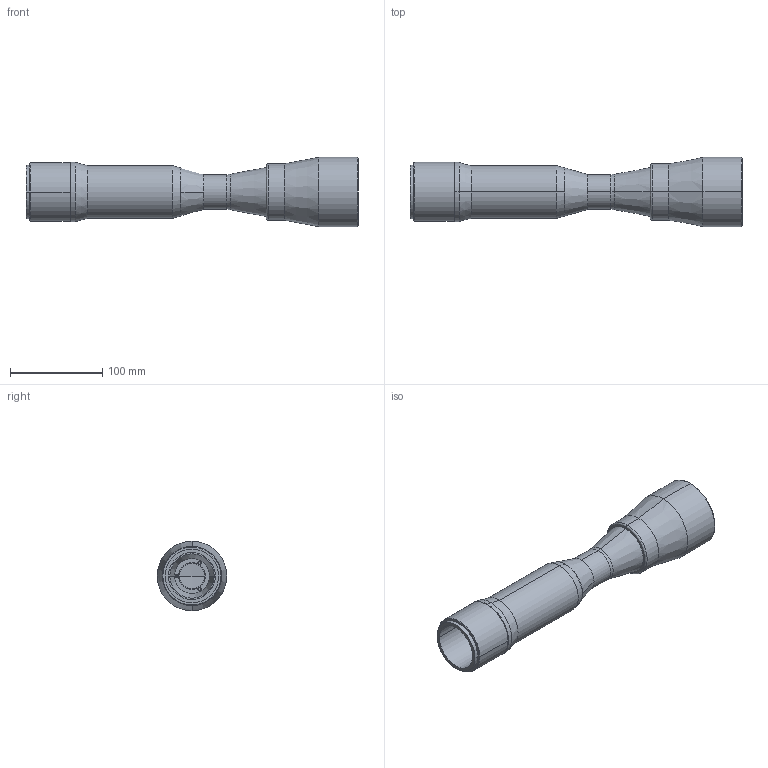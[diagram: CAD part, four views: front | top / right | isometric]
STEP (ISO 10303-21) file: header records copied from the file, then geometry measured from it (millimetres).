
FILE_DESCRIPTION (( 'STEP AP203' ), '1' );
FILE_NAME ('TC16M048-Q.STEP', '2014-06-27T15:45:35', ( 'user' ), ( '' ), 'SwSTEP 2.0', 'SolidWorks 2013', '' );
FILE_SCHEMA (( 'CONFIG_CONTROL_DESIGN' ));
Length unit declared in the file: millimetre
Products named in the file (1): TC16M048-Q
Bounding box: 359.23 x 75 x 75 mm (x, y, z)
Surface area: 89440.3 mm2 (no closed solid volume)
Topology: 0 solids, 9 shells, 73 faces, 184 edges, 126 vertices
Faces by surface type: cylinder 28, plane 22, cone 15, torus 4, sphere 2, bspline 2
Entity records: 2352 total; most frequent: DIRECTION 443, CARTESIAN_POINT 432, ORIENTED_EDGE 316, AXIS2_PLACEMENT_3D 193, EDGE_CURVE 184, VERTEX_POINT 126, CIRCLE 121, EDGE_LOOP 93
